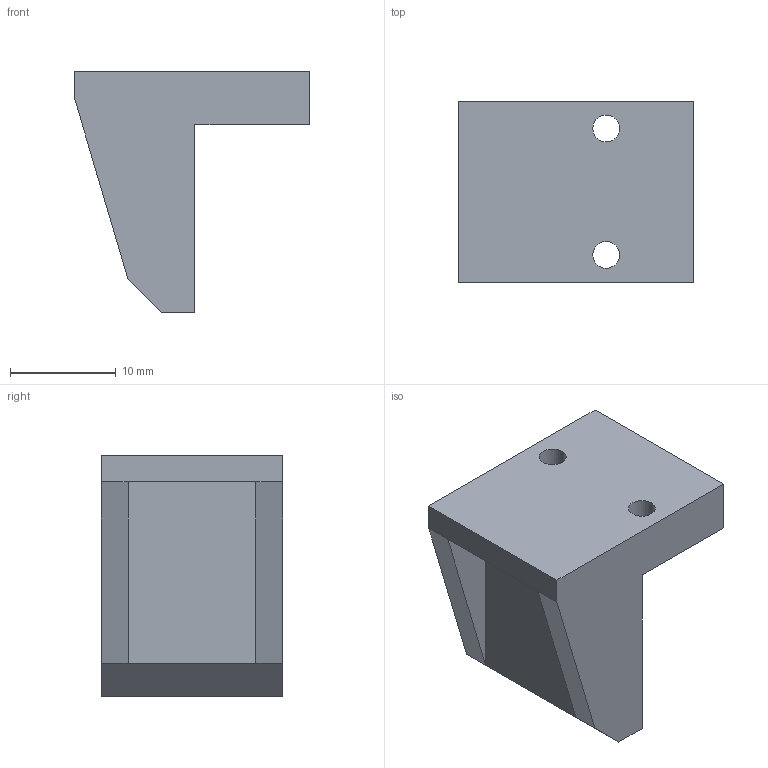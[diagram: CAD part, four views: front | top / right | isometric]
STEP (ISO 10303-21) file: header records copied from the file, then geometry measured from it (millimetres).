
FILE_DESCRIPTION (( 'STEP AP214' ), '1' );
FILE_NAME ('Gripper Jaw.STEP', '2023-04-20T20:26:25', ( '' ), ( '' ), 'SwSTEP 2.0', 'SolidWorks 2021', '' );
FILE_SCHEMA (( 'AUTOMOTIVE_DESIGN' ));
Length unit declared in the file: inch
Products named in the file (1): Gripper Jaw
Bounding box: 22.23 x 17.14 x 22.86 mm (x, y, z)
Volume: 3643.4 mm3; surface area: 2181.8 mm2
Topology: 1 solids, 1 shells, 25 faces, 59 edges, 38 vertices
Faces by surface type: plane 17, cylinder 8
Entity records: 765 total; most frequent: DIRECTION 127, CARTESIAN_POINT 123, ORIENTED_EDGE 118, EDGE_CURVE 59, VECTOR 43, LINE 43, AXIS2_PLACEMENT_3D 42, VERTEX_POINT 38
